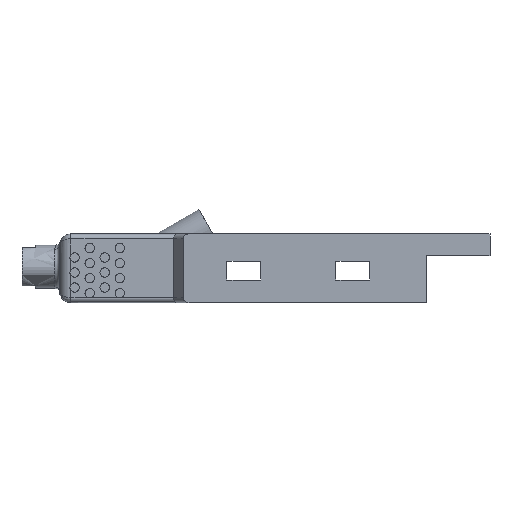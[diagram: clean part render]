
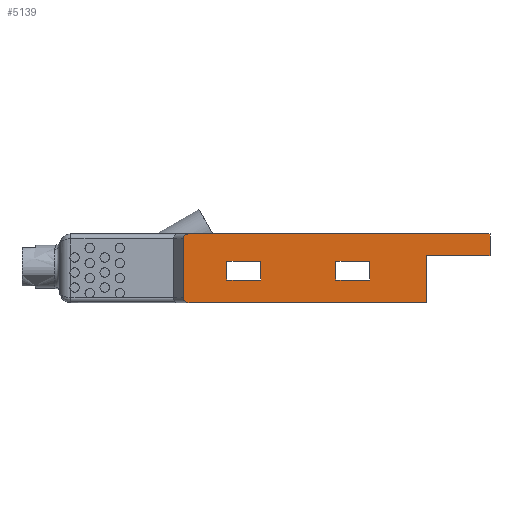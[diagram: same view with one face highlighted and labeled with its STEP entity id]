
A CAD part, front view. The second image highlights one B-rep face of the part: STEP entity #5139.
In plain terms, the highlighted planar face has unit normal (0, -1, 0).
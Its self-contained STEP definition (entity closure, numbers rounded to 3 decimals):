
#129=FACE_BOUND('',#1715,.T.);
#130=FACE_BOUND('',#1716,.T.);
#178=PLANE('',#5557);
#310=ELLIPSE('',#5555,0.307,0.25);
#311=ELLIPSE('',#5558,0.307,0.25);
#459=LINE('',#8616,#860);
#502=LINE('',#9065,#903);
#530=LINE('',#9213,#931);
#531=LINE('',#9216,#932);
#532=LINE('',#9218,#933);
#533=LINE('',#9219,#934);
#534=LINE('',#9222,#935);
#535=LINE('',#9224,#936);
#536=LINE('',#9226,#937);
#537=LINE('',#9227,#938);
#538=LINE('',#9230,#939);
#539=LINE('',#9232,#940);
#540=LINE('',#9234,#941);
#541=LINE('',#9235,#942);
#860=VECTOR('',#6064,10.);
#903=VECTOR('',#6273,10.);
#931=VECTOR('',#6435,10.);
#932=VECTOR('',#6438,10.);
#933=VECTOR('',#6439,10.);
#934=VECTOR('',#6440,10.);
#935=VECTOR('',#6441,10.);
#936=VECTOR('',#6442,10.);
#937=VECTOR('',#6443,10.);
#938=VECTOR('',#6444,10.);
#939=VECTOR('',#6445,10.);
#940=VECTOR('',#6446,10.);
#941=VECTOR('',#6447,10.);
#942=VECTOR('',#6448,10.);
#1342=FACE_OUTER_BOUND('',#1714,.T.);
#1714=EDGE_LOOP('',(#4218,#4219,#4220,#4221,#4222,#4223,#4224,#4225));
#1715=EDGE_LOOP('',(#4226,#4227,#4228,#4229));
#1716=EDGE_LOOP('',(#4230,#4231,#4232,#4233));
#2402=VERTEX_POINT('',#8613);
#2403=VERTEX_POINT('',#8615);
#2506=VERTEX_POINT('',#9062);
#2507=VERTEX_POINT('',#9064);
#2559=VERTEX_POINT('',#9207);
#2560=VERTEX_POINT('',#9212);
#2561=VERTEX_POINT('',#9215);
#2562=VERTEX_POINT('',#9217);
#2563=VERTEX_POINT('',#9220);
#2564=VERTEX_POINT('',#9221);
#2565=VERTEX_POINT('',#9223);
#2566=VERTEX_POINT('',#9225);
#2567=VERTEX_POINT('',#9228);
#2568=VERTEX_POINT('',#9229);
#2569=VERTEX_POINT('',#9231);
#2570=VERTEX_POINT('',#9233);
#2963=EDGE_CURVE('',#2402,#2403,#459,.T.);
#3097=EDGE_CURVE('',#2507,#2506,#502,.T.);
#3172=EDGE_CURVE('',#2559,#2402,#310,.T.);
#3173=EDGE_CURVE('',#2560,#2559,#530,.F.);
#3174=EDGE_CURVE('',#2507,#2560,#311,.T.);
#3175=EDGE_CURVE('',#2506,#2561,#531,.F.);
#3176=EDGE_CURVE('',#2561,#2562,#532,.T.);
#3177=EDGE_CURVE('',#2562,#2403,#533,.T.);
#3178=EDGE_CURVE('',#2563,#2564,#534,.F.);
#3179=EDGE_CURVE('',#2564,#2565,#535,.F.);
#3180=EDGE_CURVE('',#2565,#2566,#536,.F.);
#3181=EDGE_CURVE('',#2566,#2563,#537,.F.);
#3182=EDGE_CURVE('',#2567,#2568,#538,.F.);
#3183=EDGE_CURVE('',#2568,#2569,#539,.F.);
#3184=EDGE_CURVE('',#2569,#2570,#540,.F.);
#3185=EDGE_CURVE('',#2570,#2567,#541,.F.);
#4218=ORIENTED_EDGE('',*,*,#3172,.F.);
#4219=ORIENTED_EDGE('',*,*,#3173,.F.);
#4220=ORIENTED_EDGE('',*,*,#3174,.F.);
#4221=ORIENTED_EDGE('',*,*,#3097,.T.);
#4222=ORIENTED_EDGE('',*,*,#3175,.T.);
#4223=ORIENTED_EDGE('',*,*,#3176,.T.);
#4224=ORIENTED_EDGE('',*,*,#3177,.T.);
#4225=ORIENTED_EDGE('',*,*,#2963,.F.);
#4226=ORIENTED_EDGE('',*,*,#3178,.T.);
#4227=ORIENTED_EDGE('',*,*,#3179,.T.);
#4228=ORIENTED_EDGE('',*,*,#3180,.T.);
#4229=ORIENTED_EDGE('',*,*,#3181,.T.);
#4230=ORIENTED_EDGE('',*,*,#3182,.T.);
#4231=ORIENTED_EDGE('',*,*,#3183,.T.);
#4232=ORIENTED_EDGE('',*,*,#3184,.T.);
#4233=ORIENTED_EDGE('',*,*,#3185,.T.);
#5139=ADVANCED_FACE('',(#1342,#129,#130),#178,.T.);
#5555=AXIS2_PLACEMENT_3D('',#9209,#6429,#6430);
#5557=AXIS2_PLACEMENT_3D('',#9211,#6433,#6434);
#5558=AXIS2_PLACEMENT_3D('',#9214,#6436,#6437);
#6064=DIRECTION('',(1.,0.,0.));
#6273=DIRECTION('',(1.,0.,0.));
#6429=DIRECTION('center_axis',(0.,1.,0.));
#6430=DIRECTION('ref_axis',(-1.,0.,0.));
#6433=DIRECTION('center_axis',(0.,-1.,0.));
#6434=DIRECTION('ref_axis',(0.,0.,1.));
#6435=DIRECTION('',(0.,0.,-1.));
#6436=DIRECTION('center_axis',(0.,1.,0.));
#6437=DIRECTION('ref_axis',(-1.,0.,0.));
#6438=DIRECTION('',(0.,0.,-1.));
#6439=DIRECTION('',(1.,0.,0.));
#6440=DIRECTION('',(0.,0.,1.));
#6441=DIRECTION('',(0.,0.,-1.));
#6442=DIRECTION('',(-1.,0.,0.));
#6443=DIRECTION('',(0.,0.,1.));
#6444=DIRECTION('',(1.,0.,0.));
#6445=DIRECTION('',(0.,0.,-1.));
#6446=DIRECTION('',(-1.,0.,0.));
#6447=DIRECTION('',(0.,0.,1.));
#6448=DIRECTION('',(1.,0.,0.));
#8613=CARTESIAN_POINT('',(-16.014,-0.637,-0.085));
#8615=CARTESIAN_POINT('',(0.,-0.637,-0.085));
#8616=CARTESIAN_POINT('',(-7.5,-0.637,-0.085));
#9062=CARTESIAN_POINT('',(-3.4,-0.637,-3.735));
#9064=CARTESIAN_POINT('',(-16.014,-0.637,-3.735));
#9065=CARTESIAN_POINT('',(-15.,-0.637,-3.735));
#9207=CARTESIAN_POINT('',(-16.321,-0.637,-0.335));
#9209=CARTESIAN_POINT('Origin',(-16.014,-0.637,-0.335));
#9211=CARTESIAN_POINT('Origin',(-15.,-0.637,-3.735));
#9212=CARTESIAN_POINT('',(-16.321,-0.637,-3.485));
#9213=CARTESIAN_POINT('',(-16.321,-0.637,-3.735));
#9214=CARTESIAN_POINT('Origin',(-16.014,-0.637,-3.485));
#9215=CARTESIAN_POINT('',(-3.4,-0.637,-1.235));
#9216=CARTESIAN_POINT('',(-3.4,-0.637,-2.485));
#9217=CARTESIAN_POINT('',(0.,-0.637,-1.235));
#9218=CARTESIAN_POINT('',(-7.5,-0.637,-1.235));
#9219=CARTESIAN_POINT('',(0.,-0.637,-2.26));
#9220=CARTESIAN_POINT('',(-14.,-0.637,-2.535));
#9221=CARTESIAN_POINT('',(-14.,-0.637,-1.535));
#9222=CARTESIAN_POINT('',(-14.,-0.637,-2.635));
#9223=CARTESIAN_POINT('',(-12.2,-0.637,-1.535));
#9224=CARTESIAN_POINT('',(-13.6,-0.637,-1.535));
#9225=CARTESIAN_POINT('',(-12.2,-0.637,-2.535));
#9226=CARTESIAN_POINT('',(-12.2,-0.637,-3.135));
#9227=CARTESIAN_POINT('',(-14.5,-0.637,-2.535));
#9228=CARTESIAN_POINT('',(-8.2,-0.637,-2.535));
#9229=CARTESIAN_POINT('',(-8.2,-0.637,-1.535));
#9230=CARTESIAN_POINT('',(-8.2,-0.637,-2.635));
#9231=CARTESIAN_POINT('',(-6.4,-0.637,-1.535));
#9232=CARTESIAN_POINT('',(-10.7,-0.637,-1.535));
#9233=CARTESIAN_POINT('',(-6.4,-0.637,-2.535));
#9234=CARTESIAN_POINT('',(-6.4,-0.637,-3.135));
#9235=CARTESIAN_POINT('',(-11.6,-0.637,-2.535));
